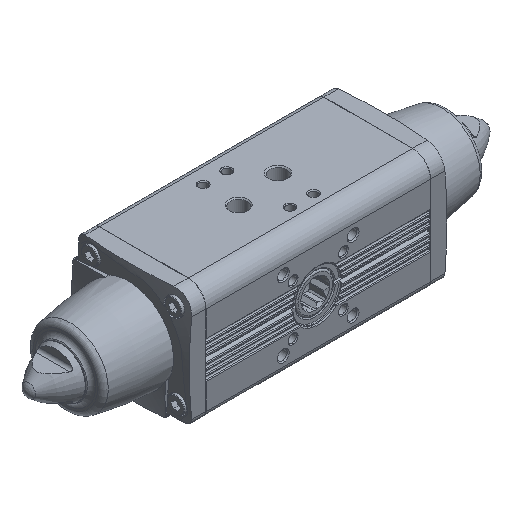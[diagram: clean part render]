
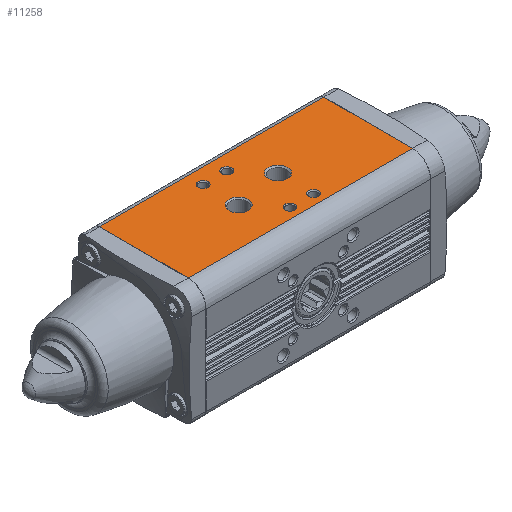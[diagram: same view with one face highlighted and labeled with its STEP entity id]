
A CAD part, isometric view. The second image highlights one B-rep face of the part: STEP entity #11258.
In plain terms, the highlighted planar face has unit normal (0, 0, 1).
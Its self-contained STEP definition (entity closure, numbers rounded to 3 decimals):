
#717=LINE('',#16556,#1221);
#718=LINE('',#16559,#1222);
#719=LINE('',#16561,#1223);
#720=LINE('',#16563,#1224);
#1221=VECTOR('',#13314,1000.);
#1222=VECTOR('',#13315,1000.);
#1223=VECTOR('',#13316,1000.);
#1224=VECTOR('',#13317,1000.);
#2160=ORIENTED_EDGE('',*,*,#4238,.F.);
#2161=ORIENTED_EDGE('',*,*,#4239,.F.);
#2162=ORIENTED_EDGE('',*,*,#4240,.F.);
#2163=ORIENTED_EDGE('',*,*,#4241,.F.);
#2164=ORIENTED_EDGE('',*,*,#4242,.F.);
#2165=ORIENTED_EDGE('',*,*,#4243,.F.);
#2166=ORIENTED_EDGE('',*,*,#4244,.T.);
#2167=ORIENTED_EDGE('',*,*,#4245,.F.);
#2168=ORIENTED_EDGE('',*,*,#4246,.F.);
#2169=ORIENTED_EDGE('',*,*,#4247,.T.);
#4238=EDGE_CURVE('',#5232,#5232,#5749,.T.);
#4239=EDGE_CURVE('',#5233,#5233,#5750,.T.);
#4240=EDGE_CURVE('',#5234,#5234,#5751,.T.);
#4241=EDGE_CURVE('',#5235,#5235,#5752,.T.);
#4242=EDGE_CURVE('',#5236,#5236,#5753,.T.);
#4243=EDGE_CURVE('',#5237,#5237,#5754,.T.);
#4244=EDGE_CURVE('',#5238,#5239,#717,.T.);
#4245=EDGE_CURVE('',#5240,#5239,#718,.T.);
#4246=EDGE_CURVE('',#5241,#5240,#719,.T.);
#4247=EDGE_CURVE('',#5241,#5238,#720,.T.);
#5232=VERTEX_POINT('',#16545);
#5233=VERTEX_POINT('',#16547);
#5234=VERTEX_POINT('',#16549);
#5235=VERTEX_POINT('',#16551);
#5236=VERTEX_POINT('',#16553);
#5237=VERTEX_POINT('',#16555);
#5238=VERTEX_POINT('',#16557);
#5239=VERTEX_POINT('',#16558);
#5240=VERTEX_POINT('',#16560);
#5241=VERTEX_POINT('',#16562);
#5749=CIRCLE('',#11914,2.5);
#5750=CIRCLE('',#11915,2.5);
#5751=CIRCLE('',#11916,2.5);
#5752=CIRCLE('',#11917,2.5);
#5753=CIRCLE('',#11918,4.864);
#5754=CIRCLE('',#11919,4.864);
#6145=EDGE_LOOP('',(#2160));
#6146=EDGE_LOOP('',(#2161));
#6147=EDGE_LOOP('',(#2162));
#6148=EDGE_LOOP('',(#2163));
#6149=EDGE_LOOP('',(#2164));
#6150=EDGE_LOOP('',(#2165));
#6151=EDGE_LOOP('',(#2166,#2167,#2168,#2169));
#6817=FACE_BOUND('',#6145,.T.);
#6818=FACE_BOUND('',#6146,.T.);
#6819=FACE_BOUND('',#6147,.T.);
#6820=FACE_BOUND('',#6148,.T.);
#6821=FACE_BOUND('',#6149,.T.);
#6822=FACE_BOUND('',#6150,.T.);
#6823=FACE_BOUND('',#6151,.T.);
#7428=PLANE('',#11913);
#11258=ADVANCED_FACE('',(#6817,#6818,#6819,#6820,#6821,#6822,#6823),#7428,
 .F.);
#11913=AXIS2_PLACEMENT_3D('',#16543,#13300,#13301);
#11914=AXIS2_PLACEMENT_3D('',#16544,#13302,#13303);
#11915=AXIS2_PLACEMENT_3D('',#16546,#13304,#13305);
#11916=AXIS2_PLACEMENT_3D('',#16548,#13306,#13307);
#11917=AXIS2_PLACEMENT_3D('',#16550,#13308,#13309);
#11918=AXIS2_PLACEMENT_3D('',#16552,#13310,#13311);
#11919=AXIS2_PLACEMENT_3D('',#16554,#13312,#13313);
#13300=DIRECTION('',(0.,0.,-1.));
#13301=DIRECTION('',(-1.,0.,0.));
#13302=DIRECTION('',(0.,0.,1.));
#13303=DIRECTION('',(1.,0.,0.));
#13304=DIRECTION('',(0.,0.,1.));
#13305=DIRECTION('',(1.,0.,0.));
#13306=DIRECTION('',(0.,0.,1.));
#13307=DIRECTION('',(1.,0.,0.));
#13308=DIRECTION('',(0.,0.,1.));
#13309=DIRECTION('',(1.,0.,0.));
#13310=DIRECTION('',(0.,0.,1.));
#13311=DIRECTION('',(1.,0.,0.));
#13312=DIRECTION('',(0.,0.,1.));
#13313=DIRECTION('',(1.,0.,0.));
#13314=DIRECTION('',(0.,-1.,0.));
#13315=DIRECTION('',(-1.,0.,0.));
#13316=DIRECTION('',(0.,-1.,0.));
#13317=DIRECTION('',(-1.,0.,0.));
#16543=CARTESIAN_POINT('',(56.8,22.5,31.5));
#16544=CARTESIAN_POINT('',(-12.,14.8,31.5));
#16545=CARTESIAN_POINT('',(-9.5,14.8,31.5));
#16546=CARTESIAN_POINT('',(0.,14.8,31.5));
#16547=CARTESIAN_POINT('',(2.5,14.8,31.5));
#16548=CARTESIAN_POINT('',(12.,-17.2,31.5));
#16549=CARTESIAN_POINT('',(14.5,-17.2,31.5));
#16550=CARTESIAN_POINT('',(0.,-17.2,31.5));
#16551=CARTESIAN_POINT('',(2.5,-17.2,31.5));
#16552=CARTESIAN_POINT('',(-12.,-3.2,31.5));
#16553=CARTESIAN_POINT('',(-7.136,-3.2,31.5));
#16554=CARTESIAN_POINT('',(12.,0.8,31.5));
#16555=CARTESIAN_POINT('',(16.864,0.8,31.5));
#16556=CARTESIAN_POINT('',(-56.8,22.5,31.5));
#16557=CARTESIAN_POINT('',(-56.8,22.5,31.5));
#16558=CARTESIAN_POINT('',(-56.8,-22.5,31.5));
#16559=CARTESIAN_POINT('',(56.8,-22.5,31.5));
#16560=CARTESIAN_POINT('',(56.8,-22.5,31.5));
#16561=CARTESIAN_POINT('',(56.8,22.5,31.5));
#16562=CARTESIAN_POINT('',(56.8,22.5,31.5));
#16563=CARTESIAN_POINT('',(56.8,22.5,31.5));
